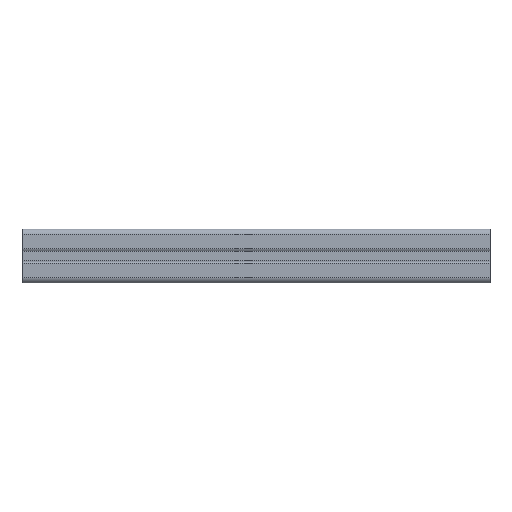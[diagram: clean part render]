
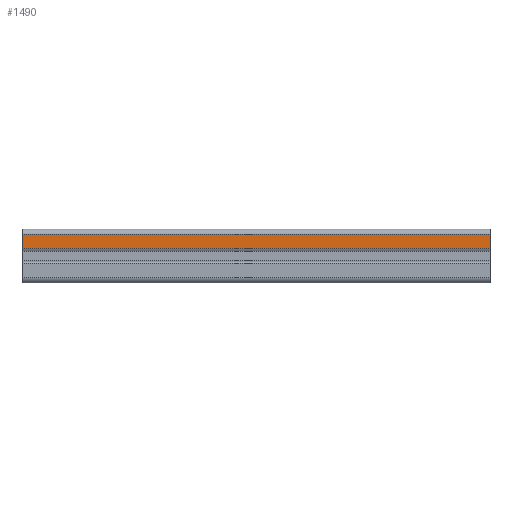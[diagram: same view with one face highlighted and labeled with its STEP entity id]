
A CAD part, left-side view. The second image highlights one B-rep face of the part: STEP entity #1490.
In plain terms, the highlighted planar face has unit normal (-1, 0, 0).
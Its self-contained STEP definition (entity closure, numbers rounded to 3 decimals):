
#550 = AXIS2_PLACEMENT_3D ( 'NONE', #1972, #4082, #2870 ) ;
#555 = VECTOR ( 'NONE', #1371, 1000. ) ;
#691 = VERTEX_POINT ( 'NONE', #3334 ) ;
#842 = CARTESIAN_POINT ( 'NONE',  ( -195.56, -316.675, 500.97 ) ) ;
#889 = CARTESIAN_POINT ( 'NONE',  ( -195.56, -316.675, 500.97 ) ) ;
#973 = EDGE_LOOP ( 'NONE', ( #4238, #2169, #1728, #3102 ) ) ;
#1081 = EDGE_CURVE ( 'NONE', #3459, #1590, #1247, .T. ) ;
#1247 = LINE ( 'NONE', #4920, #5104 ) ;
#1296 = EDGE_CURVE ( 'NONE', #1453, #691, #2187, .T. ) ;
#1371 = DIRECTION ( 'NONE',  ( 0., -1., 0. ) ) ;
#1453 = VERTEX_POINT ( 'NONE', #842 ) ;
#1490 = ADVANCED_FACE ( 'NONE', ( #4888 ), #2461, .T. ) ;
#1590 = VERTEX_POINT ( 'NONE', #2181 ) ;
#1602 = LINE ( 'NONE', #5264, #3947 ) ;
#1709 = DIRECTION ( 'NONE',  ( 0., 0., -1. ) ) ;
#1728 = ORIENTED_EDGE ( 'NONE', *, *, #3352, .F. ) ;
#1972 = CARTESIAN_POINT ( 'NONE',  ( -195.56, 30.675, 484.97 ) ) ;
#2160 = DIRECTION ( 'NONE',  ( 0., 0., -1. ) ) ;
#2169 = ORIENTED_EDGE ( 'NONE', *, *, #1296, .F. ) ;
#2181 = CARTESIAN_POINT ( 'NONE',  ( -195.56, 30.675, 490.47 ) ) ;
#2187 = LINE ( 'NONE', #889, #2868 ) ;
#2461 = PLANE ( 'NONE',  #550 ) ;
#2868 = VECTOR ( 'NONE', #2160, 1000. ) ;
#2870 = DIRECTION ( 'NONE',  ( 0., 0., 1. ) ) ;
#3102 = ORIENTED_EDGE ( 'NONE', *, *, #1081, .T. ) ;
#3334 = CARTESIAN_POINT ( 'NONE',  ( -195.56, -316.675, 490.47 ) ) ;
#3352 = EDGE_CURVE ( 'NONE', #3459, #1453, #4234, .T. ) ;
#3425 = CARTESIAN_POINT ( 'NONE',  ( -195.56, 30.675, 500.97 ) ) ;
#3459 = VERTEX_POINT ( 'NONE', #3722 ) ;
#3722 = CARTESIAN_POINT ( 'NONE',  ( -195.56, 30.675, 500.97 ) ) ;
#3806 = EDGE_CURVE ( 'NONE', #1590, #691, #1602, .T. ) ;
#3947 = VECTOR ( 'NONE', #4041, 1000. ) ;
#4041 = DIRECTION ( 'NONE',  ( 0., -1., 0. ) ) ;
#4082 = DIRECTION ( 'NONE',  ( -1., 0., 0. ) ) ;
#4234 = LINE ( 'NONE', #3425, #555 ) ;
#4238 = ORIENTED_EDGE ( 'NONE', *, *, #3806, .T. ) ;
#4888 = FACE_OUTER_BOUND ( 'NONE', #973, .T. ) ;
#4920 = CARTESIAN_POINT ( 'NONE',  ( -195.56, 30.675, 500.97 ) ) ;
#5104 = VECTOR ( 'NONE', #1709, 1000. ) ;
#5264 = CARTESIAN_POINT ( 'NONE',  ( -195.56, 30.675, 490.47 ) ) ;
